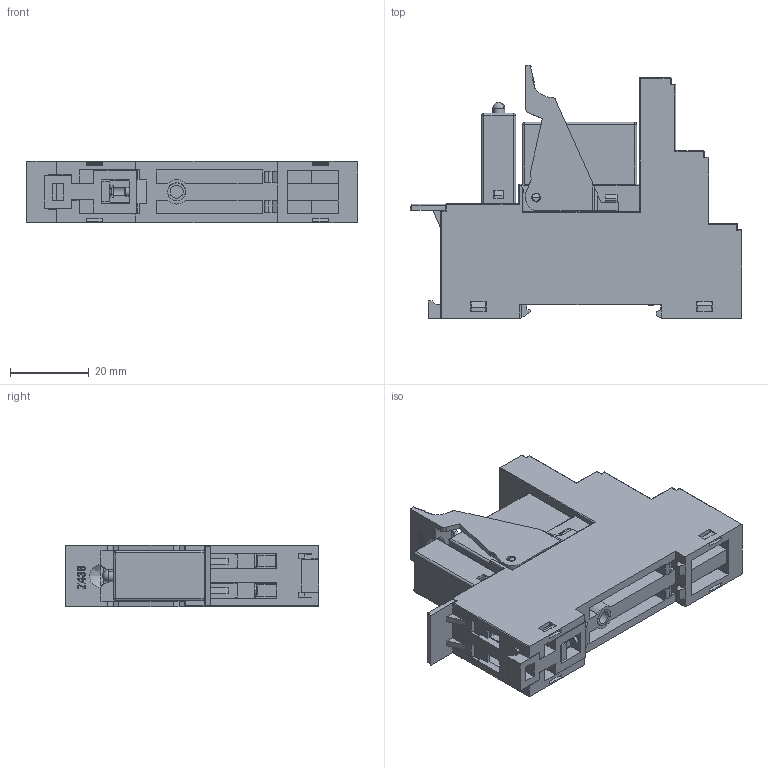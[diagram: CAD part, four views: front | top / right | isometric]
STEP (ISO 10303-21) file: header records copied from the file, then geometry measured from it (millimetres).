
FILE_DESCRIPTION(('STEP AP242'),'1');
FILE_NAME('rsb1a160bdpv.stp','2020-10-06T16:34:59',('TraceParts'),('TraceParts S.A.'),'Spatial InterOp 3D',' ',' ');
FILE_SCHEMA(('AP242_MANAGED_MODEL_BASED_3D_ENGINEERING_MIM_LF {1 0 10303 442 1 1 4}'));
Length unit declared in the file: millimetre
Products named in the file (1): rsb1a160bdpv
Bounding box: 84.2 x 64.3 x 15.7 mm (x, y, z)
Volume: 29968.7 mm3; surface area: 42258.7 mm2
Topology: 1 solids, 2 shells, 4827 faces, 13196 edges, 8452 vertices
Faces by surface type: plane 3059, cylinder 815, cone 405, torus 345, extrusion 172, sphere 26, bspline 5
Entity records: 165699 total; most frequent: CARTESIAN_POINT 43917, ORIENTED_EDGE 26300, DIRECTION 23873, EDGE_CURVE 13150, VECTOR 9457, LINE 9285, VERTEX_POINT 8452, AXIS2_PLACEMENT_3D 7208
